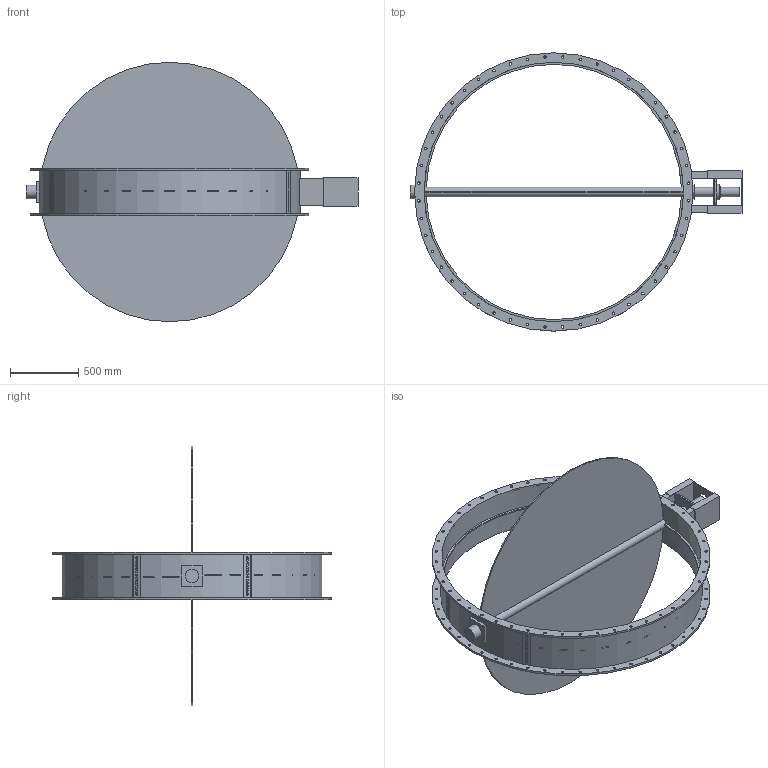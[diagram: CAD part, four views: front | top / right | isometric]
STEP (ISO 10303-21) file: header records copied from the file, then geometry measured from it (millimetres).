
FILE_DESCRIPTION(/* description */ ('SWEDENBORG – Quotation model (for reference)'),/* implementation_level */ '2;1');
FILE_NAME(/* name */ 'SWEDAMPER-S150-DN1900.stp',/* time_stamp */ '2026-02-06T13:02:54+01:00',/* author */ ('HB'),/* organization */ (''),/* preprocessor_version */ 'ST-DEVELOPER v20',/* originating_system */ 'Autodesk Inventor 2025',/* authorisation */ '');
FILE_SCHEMA (('AUTOMOTIVE_DESIGN { 1 0 10303 214 3 1 1 }'));
Length unit declared in the file: millimetre
Products named in the file (1): OffGen_Rund1ax
Bounding box: 2431 x 2038 x 1900 mm (x, y, z)
Volume: 70964979.5 mm3; surface area: 12607835.9 mm2
Topology: 1 solids, 2 shells, 744 faces, 2014 edges, 1341 vertices
Faces by surface type: plane 444, bspline 168, cylinder 132
Full cylindrical faces by diameter (mm): 18 x96, 70 x3, 82 x1, 90 x1, 100 x2, 112 x1, 1900 x2, 2038 x2
Entity records: 26211 total; most frequent: CARTESIAN_POINT 7383, ORIENTED_EDGE 4028, DIRECTION 3073, EDGE_CURVE 2014, LINE 1393, VECTOR 1393, VERTEX_POINT 1341, EDGE_LOOP 1015
